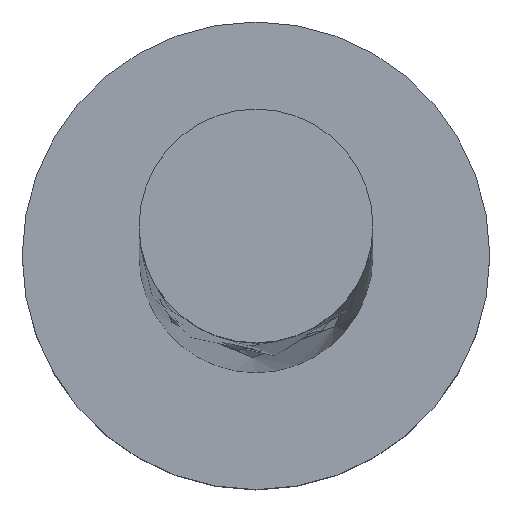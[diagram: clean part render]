
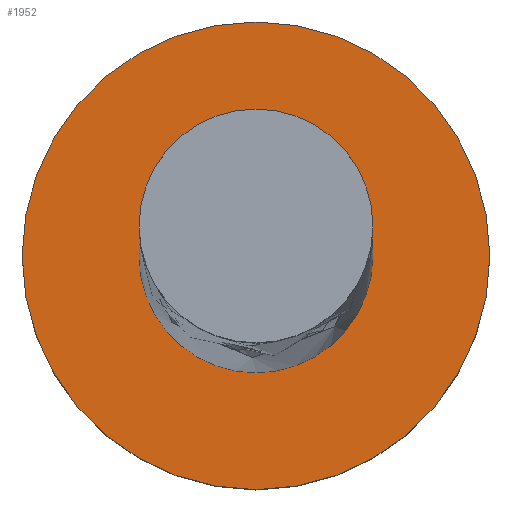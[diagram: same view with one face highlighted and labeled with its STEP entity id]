
A CAD part, top view. The second image highlights one B-rep face of the part: STEP entity #1952.
In plain terms, the highlighted planar face has unit normal (0, 0, 1).
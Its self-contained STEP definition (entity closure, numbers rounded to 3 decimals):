
#8 = CARTESIAN_POINT ( 'NONE',  ( -6., 0., 5. ) ) ;
#124 = ORIENTED_EDGE ( 'NONE', *, *, #1481, .F. ) ;
#135 = CIRCLE ( 'NONE', #1249, 6. ) ;
#160 = ORIENTED_EDGE ( 'NONE', *, *, #410, .T. ) ;
#200 = DIRECTION ( 'NONE',  ( 0., 0., 1. ) ) ;
#205 = AXIS2_PLACEMENT_3D ( 'NONE', #1144, #1106, #648 ) ;
#219 = DIRECTION ( 'NONE',  ( 0., 0., 1. ) ) ;
#271 = CARTESIAN_POINT ( 'NONE',  ( 0., 0., 5. ) ) ;
#303 = DIRECTION ( 'NONE',  ( 1., 0., 0. ) ) ;
#351 = VERTEX_POINT ( 'NONE', #8 ) ;
#410 = EDGE_CURVE ( 'NONE', #1183, #351, #135, .T. ) ;
#454 = CARTESIAN_POINT ( 'NONE',  ( 6., 0., 5. ) ) ;
#487 = DIRECTION ( 'NONE',  ( 0., 0., 1. ) ) ;
#497 = CARTESIAN_POINT ( 'NONE',  ( 0., 0., 5. ) ) ;
#530 = FACE_BOUND ( 'NONE', #1660, .T. ) ;
#568 = ORIENTED_EDGE ( 'NONE', *, *, #1171, .T. ) ;
#622 = CIRCLE ( 'NONE', #1359, 6. ) ;
#627 = VERTEX_POINT ( 'NONE', #845 ) ;
#648 = DIRECTION ( 'NONE',  ( 1., 0., 0. ) ) ;
#672 = CARTESIAN_POINT ( 'NONE',  ( 0., 0., 5. ) ) ;
#681 = DIRECTION ( 'NONE',  ( 1., 0., 0. ) ) ;
#825 = ORIENTED_EDGE ( 'NONE', *, *, #1928, .F. ) ;
#826 = DIRECTION ( 'NONE',  ( 1., 0., 0. ) ) ;
#845 = CARTESIAN_POINT ( 'NONE',  ( -3., 0., 5. ) ) ;
#866 = EDGE_LOOP ( 'NONE', ( #568, #160 ) ) ;
#910 = AXIS2_PLACEMENT_3D ( 'NONE', #672, #200, #681 ) ;
#969 = CARTESIAN_POINT ( 'NONE',  ( 3., 0., 5. ) ) ;
#997 = FACE_OUTER_BOUND ( 'NONE', #866, .T. ) ;
#1066 = CIRCLE ( 'NONE', #205, 3. ) ;
#1094 = DIRECTION ( 'NONE',  ( 1., 0., 0. ) ) ;
#1106 = DIRECTION ( 'NONE',  ( 0., 0., 1. ) ) ;
#1144 = CARTESIAN_POINT ( 'NONE',  ( 0., 0., 5. ) ) ;
#1171 = EDGE_CURVE ( 'NONE', #351, #1183, #622, .T. ) ;
#1183 = VERTEX_POINT ( 'NONE', #454 ) ;
#1249 = AXIS2_PLACEMENT_3D ( 'NONE', #497, #487, #1094 ) ;
#1322 = AXIS2_PLACEMENT_3D ( 'NONE', #1721, #219, #826 ) ;
#1359 = AXIS2_PLACEMENT_3D ( 'NONE', #271, #1979, #303 ) ;
#1481 = EDGE_CURVE ( 'NONE', #627, #1530, #1733, .T. ) ;
#1530 = VERTEX_POINT ( 'NONE', #969 ) ;
#1660 = EDGE_LOOP ( 'NONE', ( #124, #825 ) ) ;
#1721 = CARTESIAN_POINT ( 'NONE',  ( 0., 0., 5. ) ) ;
#1733 = CIRCLE ( 'NONE', #910, 3. ) ;
#1868 = PLANE ( 'NONE',  #1322 ) ;
#1928 = EDGE_CURVE ( 'NONE', #1530, #627, #1066, .T. ) ;
#1952 = ADVANCED_FACE ( 'NONE', ( #530, #997 ), #1868, .T. ) ;
#1979 = DIRECTION ( 'NONE',  ( 0., 0., 1. ) ) ;
